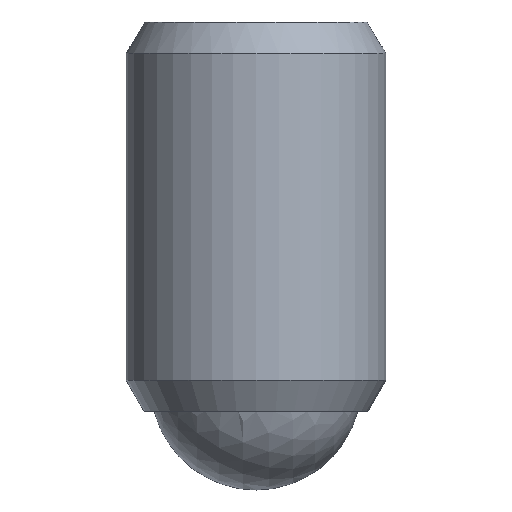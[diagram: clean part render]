
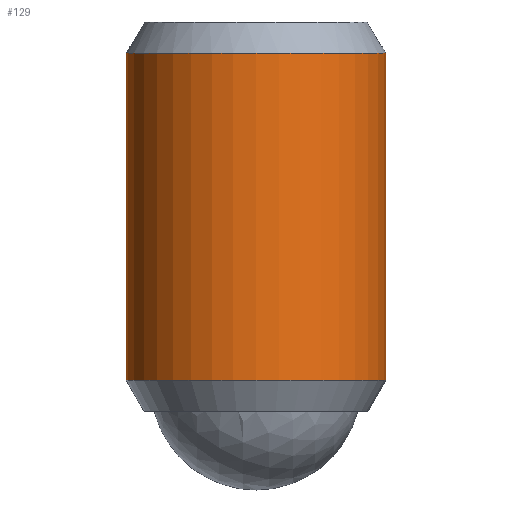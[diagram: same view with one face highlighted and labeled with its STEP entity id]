
A CAD part, front view. The second image highlights one B-rep face of the part: STEP entity #129.
In plain terms, the highlighted cylindrical face has radius 6.35 mm (diameter 12.7 mm), a partial arc.
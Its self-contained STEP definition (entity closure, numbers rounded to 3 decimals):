
#89=EDGE_CURVE('',#111,#101,#233,.T.);
#93=EDGE_CURVE('',#139,#117,#238,.T.);
#101=VERTEX_POINT('',#248);
#103=EDGE_CURVE('',#139,#111,#250,.T.);
#111=VERTEX_POINT('',#260);
#117=VERTEX_POINT('',#267);
#123=EDGE_CURVE('',#101,#117,#273,.T.);
#129=ADVANCED_FACE('',(#279),#280,.T.);
#139=VERTEX_POINT('',#290);
#233=CIRCLE('',#382,6.35);
#238=CIRCLE('',#388,6.35);
#248=CARTESIAN_POINT('',(6.35,0.,5.364));
#250=LINE('',#402,#403);
#260=CARTESIAN_POINT('',(-6.35,0.,5.364));
#267=CARTESIAN_POINT('',(6.35,0.,21.366));
#273=LINE('',#453,#454);
#279=FACE_OUTER_BOUND('',#461,.T.);
#280=CYLINDRICAL_SURFACE('',#462,6.35);
#290=CARTESIAN_POINT('',(-6.35,0.,21.366));
#382=AXIS2_PLACEMENT_3D('',#601,#602,#603);
#388=AXIS2_PLACEMENT_3D('',#611,#612,#613);
#402=CARTESIAN_POINT('',(-6.35,0.,13.365));
#403=VECTOR('',#633,1.0);
#453=CARTESIAN_POINT('',(6.35,0.,13.365));
#454=VECTOR('',#656,1.0);
#461=EDGE_LOOP('',(#661,#662,#663,#664));
#462=AXIS2_PLACEMENT_3D('',#665,#666,#667);
#601=CARTESIAN_POINT('',(0.,0.0,5.364));
#602=DIRECTION('',(0.,0.,1.0));
#603=DIRECTION('',(1.0,0.,0.));
#611=CARTESIAN_POINT('',(0.,0.0,21.366));
#612=DIRECTION('',(0.,0.,1.0));
#613=DIRECTION('',(1.0,0.,0.));
#633=DIRECTION('',(0.,-0.0,-1.0));
#656=DIRECTION('',(0.,0.0,1.0));
#661=ORIENTED_EDGE('',*,*,#123,.T.);
#662=ORIENTED_EDGE('',*,*,#93,.F.);
#663=ORIENTED_EDGE('',*,*,#103,.T.);
#664=ORIENTED_EDGE('',*,*,#89,.T.);
#665=CARTESIAN_POINT('',(0.,0.0,13.365));
#666=DIRECTION('',(0.,0.,-1.0));
#667=DIRECTION('',(1.0,0.,0.));
